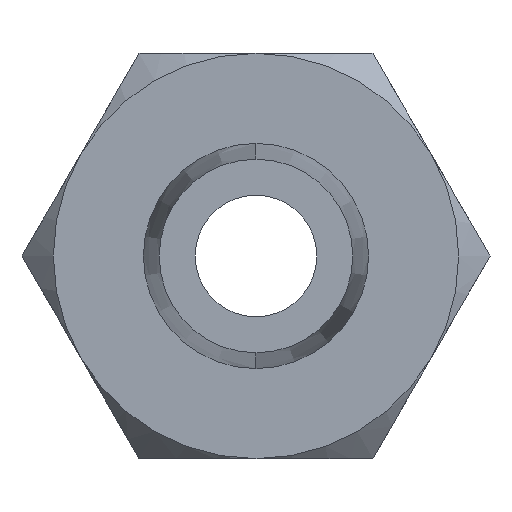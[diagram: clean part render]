
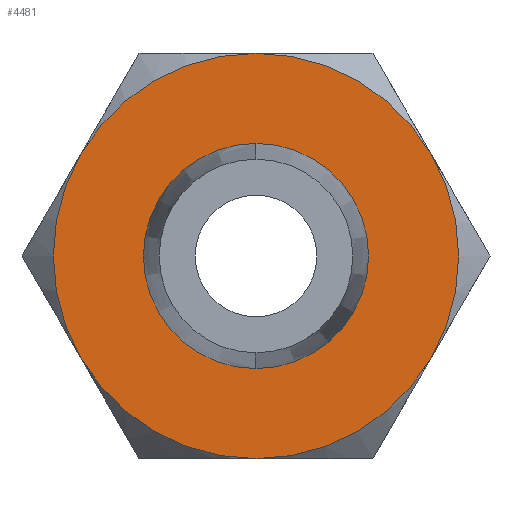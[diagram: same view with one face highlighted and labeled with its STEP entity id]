
A CAD part, left-side view. The second image highlights one B-rep face of the part: STEP entity #4481.
In plain terms, the highlighted planar face has unit normal (-1, 0, 0).
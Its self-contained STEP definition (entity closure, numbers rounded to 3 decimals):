
#123 = DIRECTION ( 'NONE',  ( 0., 0., -1. ) ) ;
#143 = CARTESIAN_POINT ( 'NONE',  ( 20., 0., 0. ) ) ;
#189 = AXIS2_PLACEMENT_3D ( 'NONE', #616, #2134, #236 ) ;
#236 = DIRECTION ( 'NONE',  ( 0., 0., 1. ) ) ;
#277 = ORIENTED_EDGE ( 'NONE', *, *, #4573, .F. ) ;
#416 = AXIS2_PLACEMENT_3D ( 'NONE', #1057, #3250, #4793 ) ;
#421 = EDGE_CURVE ( 'NONE', #870, #3626, #660, .T. ) ;
#464 = EDGE_CURVE ( 'NONE', #4191, #870, #810, .T. ) ;
#497 = ORIENTED_EDGE ( 'NONE', *, *, #1217, .T. ) ;
#499 = AXIS2_PLACEMENT_3D ( 'NONE', #2753, #4338, #4639 ) ;
#603 = VERTEX_POINT ( 'NONE', #917 ) ;
#605 = DIRECTION ( 'NONE',  ( -1., 0., 0. ) ) ;
#616 = CARTESIAN_POINT ( 'NONE',  ( 20., 0., 0. ) ) ;
#660 = CIRCLE ( 'NONE', #1686, 4.5 ) ;
#681 = ORIENTED_EDGE ( 'NONE', *, *, #1406, .F. ) ;
#783 = ORIENTED_EDGE ( 'NONE', *, *, #4685, .F. ) ;
#797 = DIRECTION ( 'NONE',  ( 1., 0., 0. ) ) ;
#810 = CIRCLE ( 'NONE', #4181, 4.5 ) ;
#824 = DIRECTION ( 'NONE',  ( 0., 0., -1. ) ) ;
#870 = VERTEX_POINT ( 'NONE', #4353 ) ;
#898 = CARTESIAN_POINT ( 'NONE',  ( 20., 0., -2.5 ) ) ;
#917 = CARTESIAN_POINT ( 'NONE',  ( 20., 0., 4.5 ) ) ;
#1057 = CARTESIAN_POINT ( 'NONE',  ( 20., 0., 0. ) ) ;
#1217 = EDGE_CURVE ( 'NONE', #603, #3626, #3288, .T. ) ;
#1312 = CARTESIAN_POINT ( 'NONE',  ( 20., 3.897, 2.25 ) ) ;
#1406 = EDGE_CURVE ( 'NONE', #2847, #4191, #2250, .T. ) ;
#1436 = EDGE_CURVE ( 'NONE', #603, #4783, #2401, .T. ) ;
#1557 = DIRECTION ( 'NONE',  ( 0., 0., -1. ) ) ;
#1672 = PLANE ( 'NONE',  #2332 ) ;
#1686 = AXIS2_PLACEMENT_3D ( 'NONE', #3075, #4638, #1921 ) ;
#1751 = ORIENTED_EDGE ( 'NONE', *, *, #3232, .F. ) ;
#1921 = DIRECTION ( 'NONE',  ( 0., 0., -1. ) ) ;
#1930 = CIRCLE ( 'NONE', #2577, 4.5 ) ;
#1968 = VERTEX_POINT ( 'NONE', #2189 ) ;
#2016 = CARTESIAN_POINT ( 'NONE',  ( 20., -3.897, 2.25 ) ) ;
#2134 = DIRECTION ( 'NONE',  ( -1., 0., 0. ) ) ;
#2186 = CIRCLE ( 'NONE', #189, 2.5 ) ;
#2189 = CARTESIAN_POINT ( 'NONE',  ( 20., 0., 2.5 ) ) ;
#2250 = CIRCLE ( 'NONE', #499, 4.5 ) ;
#2332 = AXIS2_PLACEMENT_3D ( 'NONE', #143, #2497, #123 ) ;
#2350 = DIRECTION ( 'NONE',  ( 0., 0., -1. ) ) ;
#2401 = CIRCLE ( 'NONE', #4507, 4.5 ) ;
#2497 = DIRECTION ( 'NONE',  ( 1., 0., 0. ) ) ;
#2516 = CARTESIAN_POINT ( 'NONE',  ( 20., -3.897, -2.25 ) ) ;
#2577 = AXIS2_PLACEMENT_3D ( 'NONE', #4189, #797, #824 ) ;
#2753 = CARTESIAN_POINT ( 'NONE',  ( 20., 0., 0. ) ) ;
#2790 = ORIENTED_EDGE ( 'NONE', *, *, #464, .F. ) ;
#2847 = VERTEX_POINT ( 'NONE', #2516 ) ;
#2906 = CARTESIAN_POINT ( 'NONE',  ( 20., 0., -4.5 ) ) ;
#3044 = EDGE_LOOP ( 'NONE', ( #2790, #681, #783, #3653, #497, #4224 ) ) ;
#3075 = CARTESIAN_POINT ( 'NONE',  ( 20., 0., 0. ) ) ;
#3206 = CIRCLE ( 'NONE', #3292, 2.5 ) ;
#3232 = EDGE_CURVE ( 'NONE', #4540, #1968, #2186, .T. ) ;
#3250 = DIRECTION ( 'NONE',  ( -1., 0., 0. ) ) ;
#3273 = CARTESIAN_POINT ( 'NONE',  ( 20., 0., 0. ) ) ;
#3288 = CIRCLE ( 'NONE', #416, 4.5 ) ;
#3292 = AXIS2_PLACEMENT_3D ( 'NONE', #3273, #605, #3302 ) ;
#3302 = DIRECTION ( 'NONE',  ( 0., 0., 1. ) ) ;
#3500 = CARTESIAN_POINT ( 'NONE',  ( 20., 0., 0. ) ) ;
#3598 = FACE_OUTER_BOUND ( 'NONE', #3044, .T. ) ;
#3626 = VERTEX_POINT ( 'NONE', #1312 ) ;
#3653 = ORIENTED_EDGE ( 'NONE', *, *, #1436, .F. ) ;
#3860 = CARTESIAN_POINT ( 'NONE',  ( 20., 0., 0. ) ) ;
#3952 = FACE_BOUND ( 'NONE', #4706, .T. ) ;
#4181 = AXIS2_PLACEMENT_3D ( 'NONE', #3500, #4293, #2350 ) ;
#4189 = CARTESIAN_POINT ( 'NONE',  ( 20., 0., 0. ) ) ;
#4191 = VERTEX_POINT ( 'NONE', #2906 ) ;
#4224 = ORIENTED_EDGE ( 'NONE', *, *, #421, .F. ) ;
#4269 = DIRECTION ( 'NONE',  ( 1., 0., 0. ) ) ;
#4293 = DIRECTION ( 'NONE',  ( 1., 0., 0. ) ) ;
#4338 = DIRECTION ( 'NONE',  ( 1., 0., 0. ) ) ;
#4353 = CARTESIAN_POINT ( 'NONE',  ( 20., 3.897, -2.25 ) ) ;
#4481 = ADVANCED_FACE ( 'NONE', ( #3952, #3598 ), #1672, .F. ) ;
#4507 = AXIS2_PLACEMENT_3D ( 'NONE', #3860, #4269, #1557 ) ;
#4540 = VERTEX_POINT ( 'NONE', #898 ) ;
#4573 = EDGE_CURVE ( 'NONE', #1968, #4540, #3206, .T. ) ;
#4638 = DIRECTION ( 'NONE',  ( 1., 0., 0. ) ) ;
#4639 = DIRECTION ( 'NONE',  ( 0., 0., -1. ) ) ;
#4685 = EDGE_CURVE ( 'NONE', #4783, #2847, #1930, .T. ) ;
#4706 = EDGE_LOOP ( 'NONE', ( #277, #1751 ) ) ;
#4783 = VERTEX_POINT ( 'NONE', #2016 ) ;
#4793 = DIRECTION ( 'NONE',  ( 0., 0., 1. ) ) ;
